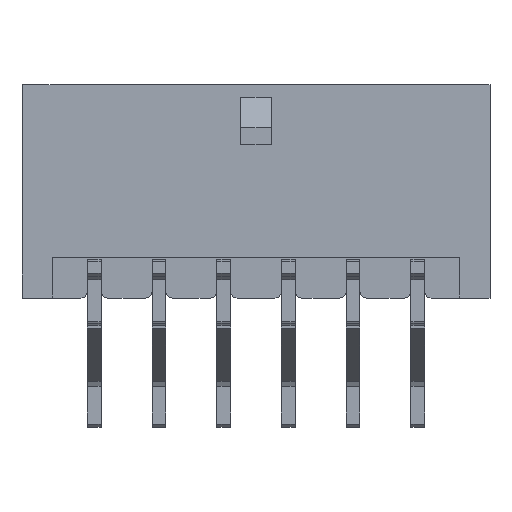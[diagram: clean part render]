
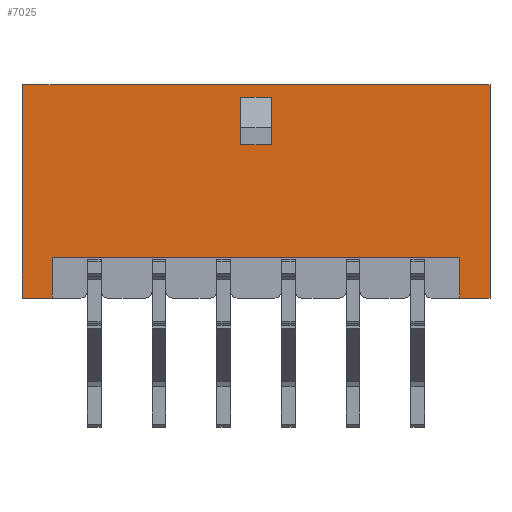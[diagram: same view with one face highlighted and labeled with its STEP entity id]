
A CAD part, left-side view. The second image highlights one B-rep face of the part: STEP entity #7025.
In plain terms, the highlighted planar face has unit normal (-1, 0, 0).
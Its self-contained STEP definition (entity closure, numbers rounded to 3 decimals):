
#1022=ORIENTED_EDGE('',*,*,#2829,.T.);
#1023=ORIENTED_EDGE('',*,*,#2830,.T.);
#1024=ORIENTED_EDGE('',*,*,#2831,.F.);
#1025=ORIENTED_EDGE('',*,*,#2832,.F.);
#1026=ORIENTED_EDGE('',*,*,#2833,.F.);
#1027=ORIENTED_EDGE('',*,*,#2797,.F.);
#1028=ORIENTED_EDGE('',*,*,#2821,.T.);
#1029=ORIENTED_EDGE('',*,*,#2359,.T.);
#1030=ORIENTED_EDGE('',*,*,#2823,.F.);
#1031=ORIENTED_EDGE('',*,*,#2805,.F.);
#1032=ORIENTED_EDGE('',*,*,#2834,.F.);
#1033=ORIENTED_EDGE('',*,*,#2835,.F.);
#2359=EDGE_CURVE('',#3368,#3367,#4058,.T.);
#2797=EDGE_CURVE('',#3680,#3676,#4448,.T.);
#2805=EDGE_CURVE('',#3686,#3687,#4456,.T.);
#2821=EDGE_CURVE('',#3680,#3368,#4472,.T.);
#2823=EDGE_CURVE('',#3687,#3367,#4474,.T.);
#2829=EDGE_CURVE('',#3697,#3698,#4480,.T.);
#2830=EDGE_CURVE('',#3698,#3699,#4481,.T.);
#2831=EDGE_CURVE('',#3700,#3699,#4482,.T.);
#2832=EDGE_CURVE('',#3697,#3700,#4483,.T.);
#2833=EDGE_CURVE('',#3676,#3701,#4484,.T.);
#2834=EDGE_CURVE('',#3702,#3686,#4485,.T.);
#2835=EDGE_CURVE('',#3701,#3702,#4486,.T.);
#3367=VERTEX_POINT('',#9813);
#3368=VERTEX_POINT('',#9815);
#3676=VERTEX_POINT('',#10655);
#3680=VERTEX_POINT('',#10664);
#3686=VERTEX_POINT('',#10680);
#3687=VERTEX_POINT('',#10682);
#3697=VERTEX_POINT('',#10722);
#3698=VERTEX_POINT('',#10723);
#3699=VERTEX_POINT('',#10725);
#3700=VERTEX_POINT('',#10727);
#3701=VERTEX_POINT('',#10730);
#3702=VERTEX_POINT('',#10732);
#4058=LINE('',#9814,#5015);
#4448=LINE('',#10665,#5405);
#4456=LINE('',#10681,#5413);
#4472=LINE('',#10708,#5429);
#4474=LINE('',#10711,#5431);
#4480=LINE('',#10721,#5437);
#4481=LINE('',#10724,#5438);
#4482=LINE('',#10726,#5439);
#4483=LINE('',#10728,#5440);
#4484=LINE('',#10729,#5441);
#4485=LINE('',#10731,#5442);
#4486=LINE('',#10733,#5443);
#5015=VECTOR('',#7890,1000.);
#5405=VECTOR('',#8576,1000.);
#5413=VECTOR('',#8588,1000.);
#5429=VECTOR('',#8608,1000.);
#5431=VECTOR('',#8612,1000.);
#5437=VECTOR('',#8624,1000.);
#5438=VECTOR('',#8625,1000.);
#5439=VECTOR('',#8626,1000.);
#5440=VECTOR('',#8627,1000.);
#5441=VECTOR('',#8628,1000.);
#5442=VECTOR('',#8629,1000.);
#5443=VECTOR('',#8630,1000.);
#5971=EDGE_LOOP('',(#1022,#1023,#1024,#1025));
#5972=EDGE_LOOP('',(#1026,#1027,#1028,#1029,#1030,#1031,#1032,#1033));
#6348=FACE_BOUND('',#5971,.T.);
#6349=FACE_BOUND('',#5972,.T.);
#6685=PLANE('',#7470);
#7025=ADVANCED_FACE('',(#6348,#6349),#6685,.T.);
#7470=AXIS2_PLACEMENT_3D('',#10720,#8622,#8623);
#7890=DIRECTION('',(0.,1.,0.));
#8576=DIRECTION('',(0.,1.,0.));
#8588=DIRECTION('',(0.,1.,0.));
#8608=DIRECTION('',(0.,0.,1.));
#8612=DIRECTION('',(0.,0.,1.));
#8622=DIRECTION('',(-1.,0.,0.));
#8623=DIRECTION('',(0.,0.,1.));
#8624=DIRECTION('',(0.,0.,1.));
#8625=DIRECTION('',(0.,-1.,0.));
#8626=DIRECTION('',(0.,0.,1.));
#8627=DIRECTION('',(0.,-1.,0.));
#8628=DIRECTION('',(0.,0.,1.));
#8629=DIRECTION('',(0.,0.,-1.));
#8630=DIRECTION('',(0.,1.,0.));
#9813=CARTESIAN_POINT('',(-3.43,10.85,4.95));
#9814=CARTESIAN_POINT('',(-3.43,-10.85,4.95));
#9815=CARTESIAN_POINT('',(-3.43,-10.85,4.95));
#10655=CARTESIAN_POINT('',(-3.43,-9.45,-4.95));
#10664=CARTESIAN_POINT('',(-3.43,-10.85,-4.95));
#10665=CARTESIAN_POINT('',(-3.43,-10.85,-4.95));
#10680=CARTESIAN_POINT('',(-3.43,9.45,-4.95));
#10681=CARTESIAN_POINT('',(-3.43,-10.85,-4.95));
#10682=CARTESIAN_POINT('',(-3.43,10.85,-4.95));
#10708=CARTESIAN_POINT('',(-3.43,-10.85,-4.95));
#10711=CARTESIAN_POINT('',(-3.43,10.85,-4.95));
#10720=CARTESIAN_POINT('',(-3.43,-10.85,-4.95));
#10721=CARTESIAN_POINT('',(-3.43,0.7,2.15));
#10722=CARTESIAN_POINT('',(-3.43,0.7,2.15));
#10723=CARTESIAN_POINT('',(-3.43,0.7,4.35));
#10724=CARTESIAN_POINT('',(-3.43,0.7,4.35));
#10725=CARTESIAN_POINT('',(-3.43,-0.7,4.35));
#10726=CARTESIAN_POINT('',(-3.43,-0.7,2.15));
#10727=CARTESIAN_POINT('',(-3.43,-0.7,2.15));
#10728=CARTESIAN_POINT('',(-3.43,0.7,2.15));
#10729=CARTESIAN_POINT('',(-3.43,-9.45,-4.95));
#10730=CARTESIAN_POINT('',(-3.43,-9.45,-3.05));
#10731=CARTESIAN_POINT('',(-3.43,9.45,-3.05));
#10732=CARTESIAN_POINT('',(-3.43,9.45,-3.05));
#10733=CARTESIAN_POINT('',(-3.43,-9.45,-3.05));
